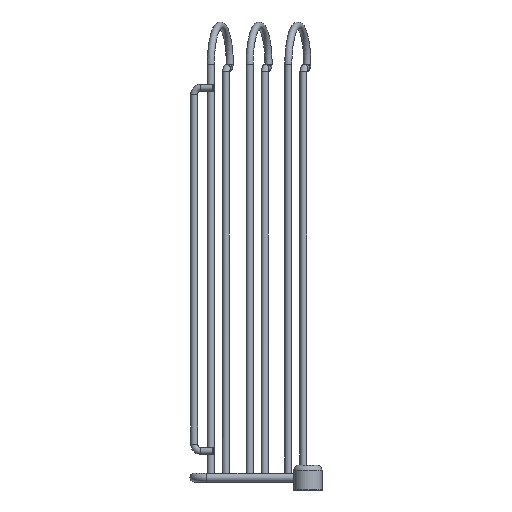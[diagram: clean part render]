
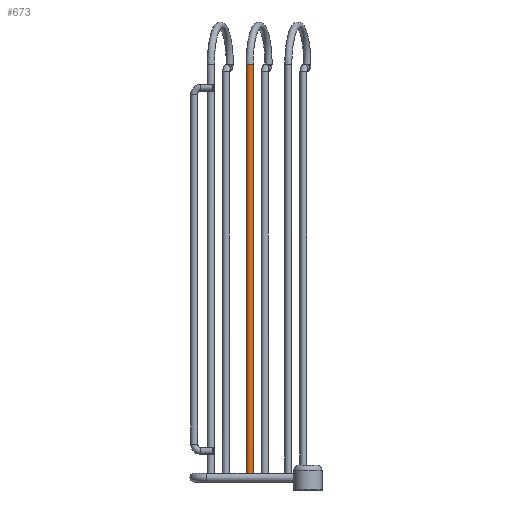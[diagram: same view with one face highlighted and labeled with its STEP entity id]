
A CAD part, front view. The second image highlights one B-rep face of the part: STEP entity #673.
In plain terms, the highlighted cylindrical face has radius 2 mm (diameter 4 mm), a full revolution.
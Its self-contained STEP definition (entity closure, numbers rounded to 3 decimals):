
#619=CARTESIAN_POINT('',(-32.866,132.822,233.));
#620=DIRECTION('',(0.,0.,-1.0));
#621=DIRECTION('',(-0.882,0.471,0.));
#622=AXIS2_PLACEMENT_3D('',#619,#620,#621);
#623=CYLINDRICAL_SURFACE('',#622,2.);
#624=CARTESIAN_POINT('',(-33.352,130.881,233.));
#625=VERTEX_POINT('',#624);
#626=CARTESIAN_POINT('',(-32.866,132.822,233.));
#627=DIRECTION('',(0.,0.,1.));
#628=DIRECTION('',(-0.882,0.471,0.));
#629=AXIS2_PLACEMENT_3D('',#626,#627,#628);
#630=CIRCLE('',#629,2.0);
#631=EDGE_CURVE('',#625,#625,#630,.T.);
#632=ORIENTED_EDGE('',*,*,#631,.F.);
#633=EDGE_LOOP('',(#632));
#634=FACE_OUTER_BOUND('',#633,.T.);
#635=CARTESIAN_POINT('',(-34.643,131.903,0.));
#636=VERTEX_POINT('',#635);
#637=CARTESIAN_POINT('',(-34.,134.469,0.));
#638=VERTEX_POINT('',#637);
#639=CARTESIAN_POINT('',(-34.643,131.903,0.));
#640=CARTESIAN_POINT('',(-34.643,131.903,0.18));
#641=CARTESIAN_POINT('',(-34.658,131.93,0.373));
#642=CARTESIAN_POINT('',(-34.712,132.049,0.733));
#643=CARTESIAN_POINT('',(-34.751,132.142,0.9));
#644=CARTESIAN_POINT('',(-34.812,132.35,1.143));
#645=CARTESIAN_POINT('',(-34.842,132.485,1.252));
#646=CARTESIAN_POINT('',(-34.866,132.713,1.378));
#647=CARTESIAN_POINT('',(-34.87,132.83,1.425));
#648=CARTESIAN_POINT('',(-34.854,133.071,1.486));
#649=CARTESIAN_POINT('',(-34.834,133.195,1.5));
#650=CARTESIAN_POINT('',(-34.778,133.42,1.5));
#651=CARTESIAN_POINT('',(-34.737,133.538,1.486));
#652=CARTESIAN_POINT('',(-34.637,133.758,1.425));
#653=CARTESIAN_POINT('',(-34.578,133.86,1.378));
#654=CARTESIAN_POINT('',(-34.45,134.05,1.252));
#655=CARTESIAN_POINT('',(-34.36,134.155,1.143));
#656=CARTESIAN_POINT('',(-34.208,134.31,0.9));
#657=CARTESIAN_POINT('',(-34.13,134.373,0.733));
#658=CARTESIAN_POINT('',(-34.026,134.452,0.373));
#659=CARTESIAN_POINT('',(-34.,134.469,0.18));
#660=CARTESIAN_POINT('',(-34.,134.469,0.));
#661=B_SPLINE_CURVE_WITH_KNOTS('',3,(#639,#640,#641,#642,#643,#644,#645,#646,#647,#648,#649,#650,#651,#652,#653,#654,#655,#656,#657,#658,#659,#660),.UNSPECIFIED.,.F.,.U.,(4,2,2,2,2,2,2,2,2,2,4),(0.0,0.054,0.108,0.152,0.186,0.221,0.256,0.291,0.334,0.388,0.442),.UNSPECIFIED.);
#662=EDGE_CURVE('',#636,#638,#661,.T.);
#663=ORIENTED_EDGE('',*,*,#662,.F.);
#664=CARTESIAN_POINT('',(-32.866,132.822,0.));
#665=DIRECTION('',(0.,0.,1.));
#666=DIRECTION('',(-0.882,0.471,0.));
#667=AXIS2_PLACEMENT_3D('',#664,#665,#666);
#668=CIRCLE('',#667,2.0);
#669=EDGE_CURVE('',#636,#638,#668,.T.);
#670=ORIENTED_EDGE('',*,*,#669,.T.);
#671=EDGE_LOOP('',(#663,#670));
#672=FACE_BOUND('',#671,.T.);
#673=ADVANCED_FACE('',(#634,#672),#623,.T.);
